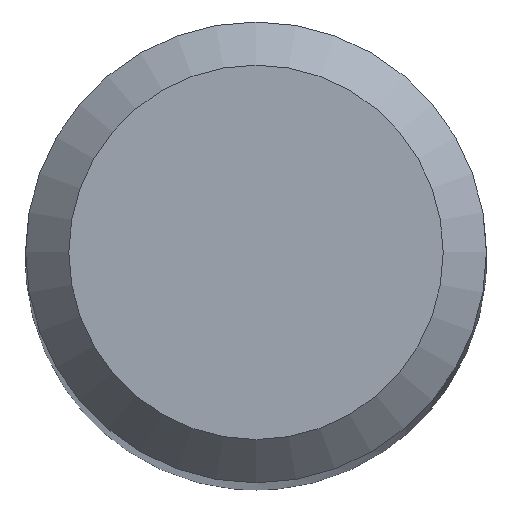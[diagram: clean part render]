
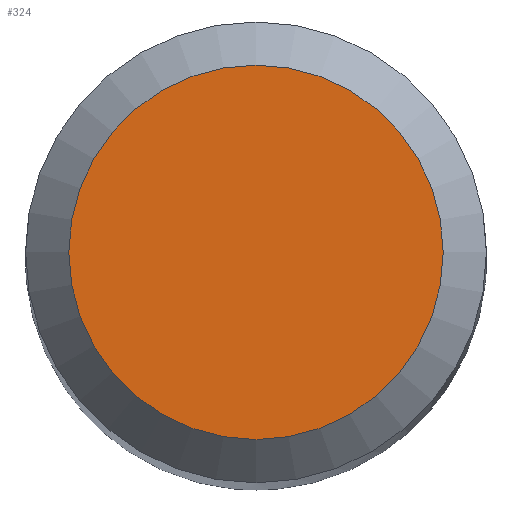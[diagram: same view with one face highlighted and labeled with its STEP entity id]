
A CAD part, top view. The second image highlights one B-rep face of the part: STEP entity #324.
In plain terms, the highlighted planar face has unit normal (0, 0, 1).
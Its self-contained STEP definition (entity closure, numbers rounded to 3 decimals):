
#241=PLANE('',#1042);
#274=FACE_OUTER_BOUND('',#418,.T.);
#324=ADVANCED_FACE('NONE',(#274),#241,.T.);
#418=EDGE_LOOP('',(#493));
#493=ORIENTED_EDGE('',*,*,#848,.T.);
#754=VERTEX_POINT('',#1367);
#848=EDGE_CURVE('NONE',#754,#754,#979,.T.);
#979=CIRCLE('',#1040,6.497);
#1040=AXIS2_PLACEMENT_3D('',#1366,#1130,#1131);
#1042=AXIS2_PLACEMENT_3D('',#1369,#1134,#1135);
#1130=DIRECTION('',(0.,0.,1.));
#1131=DIRECTION('',(0.,1.,0.));
#1134=DIRECTION('',(0.,0.,1.));
#1135=DIRECTION('',(0.,1.,0.));
#1366=CARTESIAN_POINT('',(0.,0.,0.));
#1367=CARTESIAN_POINT('',(0.,6.497,0.));
#1369=CARTESIAN_POINT('',(-6.497,0.,0.));
